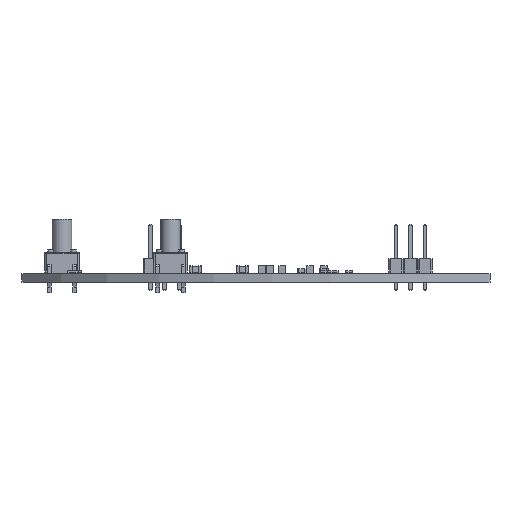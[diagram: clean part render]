
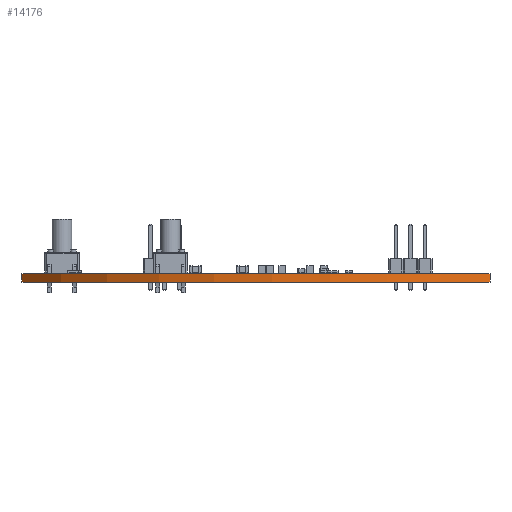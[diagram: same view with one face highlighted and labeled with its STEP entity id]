
A CAD part, front view. The second image highlights one B-rep face of the part: STEP entity #14176.
In plain terms, the highlighted cylindrical face has radius 58.928 mm (diameter 117.857 mm), a partial arc.
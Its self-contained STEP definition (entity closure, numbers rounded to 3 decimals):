
#8416 = VERTEX_POINT('',#8417);
#8417 = CARTESIAN_POINT('',(103.81,-134.385,0.));
#8423 = EDGE_CURVE('',#8424,#8416,#8426,.T.);
#8424 = VERTEX_POINT('',#8425);
#8425 = CARTESIAN_POINT('',(186.055,-145.415,0.));
#8426 = CIRCLE('',#8427,58.929);
#8427 = AXIS2_PLACEMENT_3D('',#8428,#8429,#8430);
#8428 = CARTESIAN_POINT('',(150.495,-98.425,0.));
#8429 = DIRECTION('',(-0.,0.,-1.));
#8430 = DIRECTION('',(0.603,-0.797,-0.));
#11270 = VERTEX_POINT('',#11271);
#11271 = CARTESIAN_POINT('',(103.81,-134.385,1.51));
#11277 = EDGE_CURVE('',#11278,#11270,#11280,.T.);
#11278 = VERTEX_POINT('',#11279);
#11279 = CARTESIAN_POINT('',(186.055,-145.415,1.51));
#11280 = CIRCLE('',#11281,58.929);
#11281 = AXIS2_PLACEMENT_3D('',#11282,#11283,#11284);
#11282 = CARTESIAN_POINT('',(150.495,-98.425,1.51));
#11283 = DIRECTION('',(-0.,0.,-1.));
#11284 = DIRECTION('',(0.603,-0.797,-0.));
#14146 = EDGE_CURVE('',#8416,#11270,#14147,.T.);
#14147 = LINE('',#14148,#14149);
#14148 = CARTESIAN_POINT('',(103.81,-134.385,0.));
#14149 = VECTOR('',#14150,1.);
#14150 = DIRECTION('',(0.,0.,1.));
#14165 = EDGE_CURVE('',#8424,#11278,#14166,.T.);
#14166 = LINE('',#14167,#14168);
#14167 = CARTESIAN_POINT('',(186.055,-145.415,0.));
#14168 = VECTOR('',#14169,1.);
#14169 = DIRECTION('',(0.,0.,1.));
#14176 = ADVANCED_FACE('',(#14177),#14183,.T.);
#14177 = FACE_BOUND('',#14178,.T.);
#14178 = EDGE_LOOP('',(#14179,#14180,#14181,#14182));
#14179 = ORIENTED_EDGE('',*,*,#14165,.T.);
#14180 = ORIENTED_EDGE('',*,*,#11277,.T.);
#14181 = ORIENTED_EDGE('',*,*,#14146,.F.);
#14182 = ORIENTED_EDGE('',*,*,#8423,.F.);
#14183 = CYLINDRICAL_SURFACE('',#14184,58.929);
#14184 = AXIS2_PLACEMENT_3D('',#14185,#14186,#14187);
#14185 = CARTESIAN_POINT('',(150.495,-98.425,0.));
#14186 = DIRECTION('',(-0.,0.,-1.));
#14187 = DIRECTION('',(0.603,-0.797,-0.));
